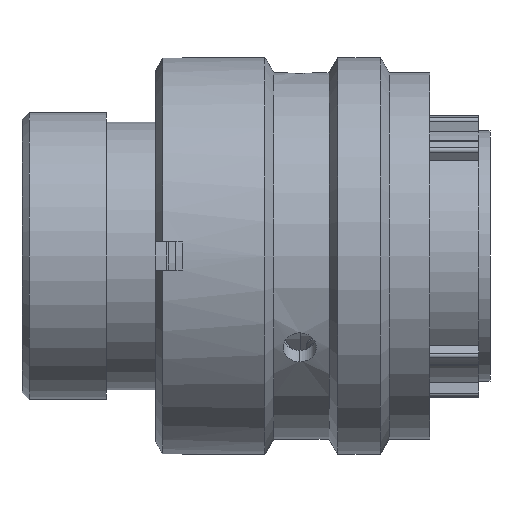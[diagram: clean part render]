
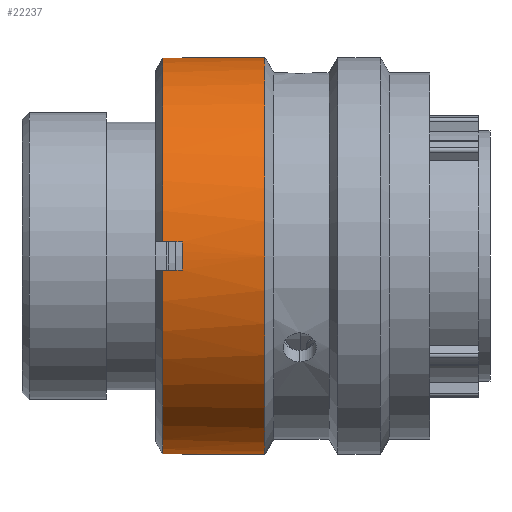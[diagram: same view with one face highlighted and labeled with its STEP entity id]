
A CAD part, front view. The second image highlights one B-rep face of the part: STEP entity #22237.
In plain terms, the highlighted cylindrical face has radius 14.15 mm (diameter 28.3 mm), a partial arc.
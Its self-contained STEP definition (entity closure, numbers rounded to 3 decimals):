
#3568 = VERTEX_POINT ( 'NONE', #61250 ) ;
#4410 = EDGE_CURVE ( 'NONE', #65956, #21959, #65780, .T. ) ;
#5782 = CIRCLE ( 'NONE', #44812, 14.15 ) ;
#10677 = VECTOR ( 'NONE', #83704, 1000. ) ;
#12905 = ORIENTED_EDGE ( 'NONE', *, *, #4410, .T. ) ;
#13168 = VECTOR ( 'NONE', #90254, 1000. ) ;
#13856 = EDGE_CURVE ( 'NONE', #21959, #3568, #48286, .T. ) ;
#14853 = CARTESIAN_POINT ( 'NONE',  ( -6.789, -12.642, 0.065 ) ) ;
#15953 = CARTESIAN_POINT ( 'NONE',  ( -5.389, -12.642, -1.935 ) ) ;
#16508 = VERTEX_POINT ( 'NONE', #44208 ) ;
#17074 = VERTEX_POINT ( 'NONE', #65886 ) ;
#17725 = CARTESIAN_POINT ( 'NONE',  ( -5.389, 1.472, -0.935 ) ) ;
#18080 = ORIENTED_EDGE ( 'NONE', *, *, #50084, .F. ) ;
#18993 = CARTESIAN_POINT ( 'NONE',  ( 12.261, 1.472, -0.935 ) ) ;
#20046 = CARTESIAN_POINT ( 'NONE',  ( -6.789, 0.472, -15.05 ) ) ;
#20079 = CARTESIAN_POINT ( 'NONE',  ( 12.261, 1.472, -15.085 ) ) ;
#21959 = VERTEX_POINT ( 'NONE', #15953 ) ;
#22164 = DIRECTION ( 'NONE',  ( 1., 0., 0. ) ) ;
#22171 = DIRECTION ( 'NONE',  ( 0., 0., -1. ) ) ;
#22237 = ADVANCED_FACE ( 'NONE', ( #55099 ), #60629, .T. ) ;
#22632 = EDGE_CURVE ( 'NONE', #66230, #41453, #57119, .T. ) ;
#23028 = AXIS2_PLACEMENT_3D ( 'NONE', #82770, #48369, #41317 ) ;
#23487 = ORIENTED_EDGE ( 'NONE', *, *, #13856, .T. ) ;
#28293 = CARTESIAN_POINT ( 'NONE',  ( 12.261, -12.642, -1.935 ) ) ;
#29023 = AXIS2_PLACEMENT_3D ( 'NONE', #18993, #61295, #76333 ) ;
#29535 = CARTESIAN_POINT ( 'NONE',  ( 0.516, 1.472, -0.935 ) ) ;
#30139 = DIRECTION ( 'NONE',  ( 0., 0., -1. ) ) ;
#31172 = EDGE_CURVE ( 'NONE', #83975, #66230, #37472, .T. ) ;
#31379 = EDGE_CURVE ( 'NONE', #86852, #83975, #61715, .T. ) ;
#31989 = CARTESIAN_POINT ( 'NONE',  ( -6.789, 0.472, 13.18 ) ) ;
#34920 = CARTESIAN_POINT ( 'NONE',  ( 12.261, 1.472, 13.215 ) ) ;
#36020 = CARTESIAN_POINT ( 'NONE',  ( -5.389, 1.472, -15.085 ) ) ;
#36428 = DIRECTION ( 'NONE',  ( -1., 0., 0. ) ) ;
#37009 = ORIENTED_EDGE ( 'NONE', *, *, #50047, .T. ) ;
#37472 = CIRCLE ( 'NONE', #43586, 14.15 ) ;
#38904 = LINE ( 'NONE', #61025, #90460 ) ;
#41317 = DIRECTION ( 'NONE',  ( 0., 0., 1. ) ) ;
#41453 = VERTEX_POINT ( 'NONE', #63530 ) ;
#43085 = VECTOR ( 'NONE', #59133, 1000. ) ;
#43586 = AXIS2_PLACEMENT_3D ( 'NONE', #46394, #75526, #75241 ) ;
#44208 = CARTESIAN_POINT ( 'NONE',  ( -5.389, 0.472, 13.18 ) ) ;
#44812 = AXIS2_PLACEMENT_3D ( 'NONE', #29535, #22164, #30139 ) ;
#46394 = CARTESIAN_POINT ( 'NONE',  ( -5.389, 1.472, -0.935 ) ) ;
#48053 = ORIENTED_EDGE ( 'NONE', *, *, #31172, .T. ) ;
#48286 = LINE ( 'NONE', #28293, #49448 ) ;
#48369 = DIRECTION ( 'NONE',  ( 1., 0., 0. ) ) ;
#48770 = CARTESIAN_POINT ( 'NONE',  ( 12.261, -12.642, 0.065 ) ) ;
#49189 = EDGE_CURVE ( 'NONE', #17074, #79101, #71071, .T. ) ;
#49448 = VECTOR ( 'NONE', #36428, 1000. ) ;
#50047 = EDGE_CURVE ( 'NONE', #55884, #65956, #69415, .T. ) ;
#50084 = EDGE_CURVE ( 'NONE', #79101, #41453, #5782, .T. ) ;
#50268 = ORIENTED_EDGE ( 'NONE', *, *, #80026, .T. ) ;
#50658 = CARTESIAN_POINT ( 'NONE',  ( -6.789, 1.472, -0.935 ) ) ;
#51030 = CARTESIAN_POINT ( 'NONE',  ( -5.389, 0.472, -15.05 ) ) ;
#53272 = DIRECTION ( 'NONE',  ( 1., 0., 0. ) ) ;
#53589 = DIRECTION ( 'NONE',  ( 0., 0., 1. ) ) ;
#53625 = DIRECTION ( 'NONE',  ( 0., 0., -1. ) ) ;
#53908 = ORIENTED_EDGE ( 'NONE', *, *, #31379, .T. ) ;
#54958 = ORIENTED_EDGE ( 'NONE', *, *, #62905, .T. ) ;
#55099 = FACE_OUTER_BOUND ( 'NONE', #89312, .T. ) ;
#55878 = AXIS2_PLACEMENT_3D ( 'NONE', #17725, #53272, #53589 ) ;
#55884 = VERTEX_POINT ( 'NONE', #14853 ) ;
#56988 = ORIENTED_EDGE ( 'NONE', *, *, #71525, .T. ) ;
#57119 = LINE ( 'NONE', #20079, #13168 ) ;
#57478 = EDGE_CURVE ( 'NONE', #3568, #86852, #73821, .T. ) ;
#57961 = AXIS2_PLACEMENT_3D ( 'NONE', #50658, #77732, #22171 ) ;
#59133 = DIRECTION ( 'NONE',  ( 1., 0., 0. ) ) ;
#60629 = CYLINDRICAL_SURFACE ( 'NONE', #29023, 14.15 ) ;
#61025 = CARTESIAN_POINT ( 'NONE',  ( 12.261, 0.472, 13.18 ) ) ;
#61250 = CARTESIAN_POINT ( 'NONE',  ( -6.789, -12.642, -1.935 ) ) ;
#61295 = DIRECTION ( 'NONE',  ( 1., 0., 0. ) ) ;
#61715 = LINE ( 'NONE', #62942, #74841 ) ;
#62362 = ORIENTED_EDGE ( 'NONE', *, *, #49189, .F. ) ;
#62905 = EDGE_CURVE ( 'NONE', #16508, #82051, #38904, .T. ) ;
#62942 = CARTESIAN_POINT ( 'NONE',  ( 12.261, 0.472, -15.05 ) ) ;
#63530 = CARTESIAN_POINT ( 'NONE',  ( 0.516, 1.472, -15.085 ) ) ;
#65415 = CARTESIAN_POINT ( 'NONE',  ( -5.389, -12.642, 0.065 ) ) ;
#65780 = CIRCLE ( 'NONE', #23028, 14.15 ) ;
#65886 = CARTESIAN_POINT ( 'NONE',  ( -5.389, 1.472, 13.215 ) ) ;
#65956 = VERTEX_POINT ( 'NONE', #65415 ) ;
#66230 = VERTEX_POINT ( 'NONE', #36020 ) ;
#66832 = DIRECTION ( 'NONE',  ( 1., 0., 0. ) ) ;
#67008 = AXIS2_PLACEMENT_3D ( 'NONE', #81240, #66832, #53625 ) ;
#69415 = LINE ( 'NONE', #48770, #43085 ) ;
#71071 = LINE ( 'NONE', #34920, #10677 ) ;
#71525 = EDGE_CURVE ( 'NONE', #17074, #16508, #75423, .T. ) ;
#73821 = CIRCLE ( 'NONE', #57961, 14.15 ) ;
#74841 = VECTOR ( 'NONE', #77066, 1000. ) ;
#75241 = DIRECTION ( 'NONE',  ( 0., 0., 1. ) ) ;
#75423 = CIRCLE ( 'NONE', #55878, 14.15 ) ;
#75526 = DIRECTION ( 'NONE',  ( 1., 0., 0. ) ) ;
#76333 = DIRECTION ( 'NONE',  ( 0., 0., -1. ) ) ;
#77066 = DIRECTION ( 'NONE',  ( 1., 0., 0. ) ) ;
#77732 = DIRECTION ( 'NONE',  ( 1., 0., 0. ) ) ;
#79101 = VERTEX_POINT ( 'NONE', #85445 ) ;
#80026 = EDGE_CURVE ( 'NONE', #82051, #55884, #86894, .T. ) ;
#81240 = CARTESIAN_POINT ( 'NONE',  ( -6.789, 1.472, -0.935 ) ) ;
#82051 = VERTEX_POINT ( 'NONE', #31989 ) ;
#82770 = CARTESIAN_POINT ( 'NONE',  ( -5.389, 1.472, -0.935 ) ) ;
#83704 = DIRECTION ( 'NONE',  ( 1., 0., 0. ) ) ;
#83975 = VERTEX_POINT ( 'NONE', #51030 ) ;
#84213 = ORIENTED_EDGE ( 'NONE', *, *, #22632, .T. ) ;
#85445 = CARTESIAN_POINT ( 'NONE',  ( 0.516, 1.472, 13.215 ) ) ;
#86852 = VERTEX_POINT ( 'NONE', #20046 ) ;
#86894 = CIRCLE ( 'NONE', #67008, 14.15 ) ;
#87940 = ORIENTED_EDGE ( 'NONE', *, *, #57478, .T. ) ;
#88621 = DIRECTION ( 'NONE',  ( -1., 0., 0. ) ) ;
#89312 = EDGE_LOOP ( 'NONE', ( #62362, #56988, #54958, #50268, #37009, #12905, #23487, #87940, #53908, #48053, #84213, #18080 ) ) ;
#90254 = DIRECTION ( 'NONE',  ( 1., 0., 0. ) ) ;
#90460 = VECTOR ( 'NONE', #88621, 1000. ) ;
